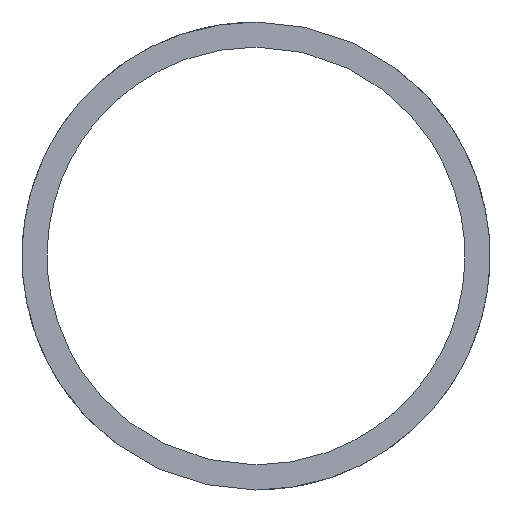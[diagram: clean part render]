
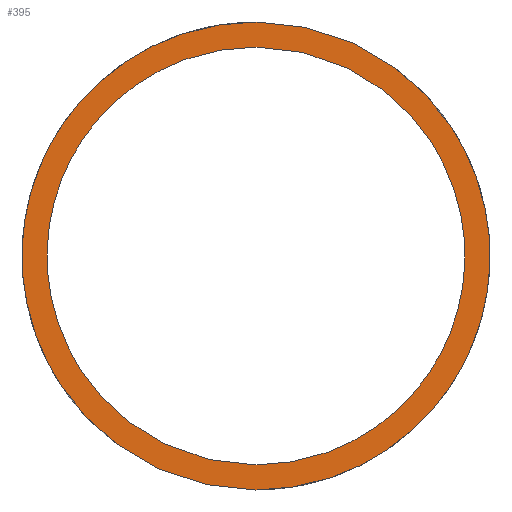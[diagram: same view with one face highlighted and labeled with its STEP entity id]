
A CAD part, front view. The second image highlights one B-rep face of the part: STEP entity #395.
In plain terms, the highlighted planar face has unit normal (0.707, -0.707, 0).
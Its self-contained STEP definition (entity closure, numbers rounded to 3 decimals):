
#91=CARTESIAN_POINT('Vertex',(-2281.191,-304.246,95.121)) ;
#95=CARTESIAN_POINT('Control Point',(-2281.191,-304.246,120.121)) ;
#96=CARTESIAN_POINT('Control Point',(-2279.442,-302.497,120.121)) ;
#97=CARTESIAN_POINT('Control Point',(-2277.694,-300.749,119.815)) ;
#98=CARTESIAN_POINT('Control Point',(-2275.983,-299.038,119.205)) ;
#99=CARTESIAN_POINT('Control Point',(-2273.683,-296.738,117.885)) ;
#100=CARTESIAN_POINT('Control Point',(-2271.712,-294.767,115.831)) ;
#101=CARTESIAN_POINT('Control Point',(-2271.185,-294.24,115.185)) ;
#102=CARTESIAN_POINT('Control Point',(-2270.034,-293.089,113.499)) ;
#103=CARTESIAN_POINT('Control Point',(-2269.193,-292.248,111.467)) ;
#104=CARTESIAN_POINT('Control Point',(-2268.842,-291.897,110.177)) ;
#105=CARTESIAN_POINT('Control Point',(-2268.542,-291.597,107.734)) ;
#106=CARTESIAN_POINT('Control Point',(-2268.836,-291.891,105.305)) ;
#107=CARTESIAN_POINT('Control Point',(-2269.083,-292.138,104.262)) ;
#108=CARTESIAN_POINT('Control Point',(-2269.723,-292.778,102.433)) ;
#109=CARTESIAN_POINT('Control Point',(-2270.632,-293.687,100.854)) ;
#110=CARTESIAN_POINT('Control Point',(-2271.101,-294.156,100.178)) ;
#111=CARTESIAN_POINT('Control Point',(-2272.221,-295.276,98.809)) ;
#112=CARTESIAN_POINT('Control Point',(-2273.486,-296.541,97.716)) ;
#113=CARTESIAN_POINT('Control Point',(-2274.212,-297.267,97.195)) ;
#114=CARTESIAN_POINT('Control Point',(-2275.989,-299.044,96.14)) ;
#115=CARTESIAN_POINT('Control Point',(-2277.864,-300.919,95.492)) ;
#116=CARTESIAN_POINT('Control Point',(-2278.967,-302.022,95.245)) ;
#117=CARTESIAN_POINT('Control Point',(-2280.079,-303.134,95.121)) ;
#118=CARTESIAN_POINT('Control Point',(-2281.191,-304.246,95.121)) ;
#119=CARTESIAN_POINT('Vertex',(-2281.191,-304.246,120.121)) ;
#166=CARTESIAN_POINT('Control Point',(-2281.191,-304.246,95.121)) ;
#167=CARTESIAN_POINT('Control Point',(-2282.94,-305.995,95.121)) ;
#168=CARTESIAN_POINT('Control Point',(-2284.688,-307.743,95.427)) ;
#169=CARTESIAN_POINT('Control Point',(-2286.399,-309.454,96.037)) ;
#170=CARTESIAN_POINT('Control Point',(-2288.699,-311.754,97.357)) ;
#171=CARTESIAN_POINT('Control Point',(-2290.67,-313.725,99.411)) ;
#172=CARTESIAN_POINT('Control Point',(-2291.197,-314.252,100.057)) ;
#173=CARTESIAN_POINT('Control Point',(-2292.348,-315.403,101.743)) ;
#174=CARTESIAN_POINT('Control Point',(-2293.189,-316.244,103.775)) ;
#175=CARTESIAN_POINT('Control Point',(-2293.54,-316.595,105.065)) ;
#176=CARTESIAN_POINT('Control Point',(-2293.84,-316.895,107.508)) ;
#177=CARTESIAN_POINT('Control Point',(-2293.546,-316.601,109.937)) ;
#178=CARTESIAN_POINT('Control Point',(-2293.299,-316.354,110.98)) ;
#179=CARTESIAN_POINT('Control Point',(-2292.659,-315.714,112.809)) ;
#180=CARTESIAN_POINT('Control Point',(-2291.75,-314.805,114.388)) ;
#181=CARTESIAN_POINT('Control Point',(-2291.281,-314.336,115.064)) ;
#182=CARTESIAN_POINT('Control Point',(-2290.161,-313.216,116.433)) ;
#183=CARTESIAN_POINT('Control Point',(-2288.896,-311.951,117.526)) ;
#184=CARTESIAN_POINT('Control Point',(-2288.17,-311.225,118.047)) ;
#185=CARTESIAN_POINT('Control Point',(-2286.393,-309.448,119.102)) ;
#186=CARTESIAN_POINT('Control Point',(-2284.518,-307.573,119.75)) ;
#187=CARTESIAN_POINT('Control Point',(-2283.415,-306.47,119.997)) ;
#188=CARTESIAN_POINT('Control Point',(-2282.303,-305.358,120.121)) ;
#189=CARTESIAN_POINT('Control Point',(-2281.191,-304.246,120.121)) ;
#301=CARTESIAN_POINT('Vertex',(-2281.191,-304.246,93.621)) ;
#305=CARTESIAN_POINT('Control Point',(-2281.191,-304.246,93.621)) ;
#306=CARTESIAN_POINT('Control Point',(-2283.052,-306.107,93.621)) ;
#307=CARTESIAN_POINT('Control Point',(-2284.912,-307.967,93.93)) ;
#308=CARTESIAN_POINT('Control Point',(-2286.738,-309.793,94.547)) ;
#309=CARTESIAN_POINT('Control Point',(-2289.212,-312.267,95.885)) ;
#310=CARTESIAN_POINT('Control Point',(-2291.381,-314.436,97.962)) ;
#311=CARTESIAN_POINT('Control Point',(-2291.974,-315.029,98.624)) ;
#312=CARTESIAN_POINT('Control Point',(-2293.389,-316.444,100.487)) ;
#313=CARTESIAN_POINT('Control Point',(-2294.465,-317.52,102.779)) ;
#314=CARTESIAN_POINT('Control Point',(-2294.952,-318.007,104.333)) ;
#315=CARTESIAN_POINT('Control Point',(-2295.391,-318.446,107.338)) ;
#316=CARTESIAN_POINT('Control Point',(-2295.024,-318.079,110.339)) ;
#317=CARTESIAN_POINT('Control Point',(-2294.698,-317.753,111.628)) ;
#318=CARTESIAN_POINT('Control Point',(-2293.906,-316.961,113.725)) ;
#319=CARTESIAN_POINT('Control Point',(-2292.806,-315.861,115.512)) ;
#320=CARTESIAN_POINT('Control Point',(-2292.289,-315.344,116.22)) ;
#321=CARTESIAN_POINT('Control Point',(-2291.067,-314.122,117.65)) ;
#322=CARTESIAN_POINT('Control Point',(-2289.703,-312.758,118.798)) ;
#323=CARTESIAN_POINT('Control Point',(-2288.926,-311.981,119.346)) ;
#324=CARTESIAN_POINT('Control Point',(-2286.974,-310.029,120.495)) ;
#325=CARTESIAN_POINT('Control Point',(-2284.915,-307.97,121.206)) ;
#326=CARTESIAN_POINT('Control Point',(-2283.681,-306.736,121.483)) ;
#327=CARTESIAN_POINT('Control Point',(-2282.436,-305.491,121.621)) ;
#328=CARTESIAN_POINT('Control Point',(-2281.191,-304.246,121.621)) ;
#329=CARTESIAN_POINT('Vertex',(-2281.191,-304.246,121.621)) ;
#350=CARTESIAN_POINT('Control Point',(-2281.191,-304.246,121.621)) ;
#351=CARTESIAN_POINT('Control Point',(-2279.33,-302.385,121.621)) ;
#352=CARTESIAN_POINT('Control Point',(-2277.47,-300.525,121.312)) ;
#353=CARTESIAN_POINT('Control Point',(-2275.644,-298.699,120.695)) ;
#354=CARTESIAN_POINT('Control Point',(-2273.17,-296.225,119.357)) ;
#355=CARTESIAN_POINT('Control Point',(-2271.001,-294.056,117.28)) ;
#356=CARTESIAN_POINT('Control Point',(-2270.408,-293.463,116.618)) ;
#357=CARTESIAN_POINT('Control Point',(-2268.993,-292.048,114.755)) ;
#358=CARTESIAN_POINT('Control Point',(-2267.917,-290.972,112.463)) ;
#359=CARTESIAN_POINT('Control Point',(-2267.43,-290.485,110.909)) ;
#360=CARTESIAN_POINT('Control Point',(-2266.991,-290.046,107.904)) ;
#361=CARTESIAN_POINT('Control Point',(-2267.358,-290.413,104.903)) ;
#362=CARTESIAN_POINT('Control Point',(-2267.684,-290.739,103.614)) ;
#363=CARTESIAN_POINT('Control Point',(-2268.476,-291.531,101.517)) ;
#364=CARTESIAN_POINT('Control Point',(-2269.576,-292.631,99.73)) ;
#365=CARTESIAN_POINT('Control Point',(-2270.093,-293.148,99.022)) ;
#366=CARTESIAN_POINT('Control Point',(-2271.315,-294.37,97.592)) ;
#367=CARTESIAN_POINT('Control Point',(-2272.679,-295.734,96.444)) ;
#368=CARTESIAN_POINT('Control Point',(-2273.456,-296.511,95.896)) ;
#369=CARTESIAN_POINT('Control Point',(-2275.408,-298.463,94.747)) ;
#370=CARTESIAN_POINT('Control Point',(-2277.467,-300.522,94.036)) ;
#371=CARTESIAN_POINT('Control Point',(-2278.701,-301.756,93.759)) ;
#372=CARTESIAN_POINT('Control Point',(-2279.946,-303.001,93.621)) ;
#373=CARTESIAN_POINT('Control Point',(-2281.191,-304.246,93.621)) ;
#382=CARTESIAN_POINT('Axis2P3D Location',(-2281.191,-304.246,107.621)) ;
#383=DIRECTION('Axis2P3D Direction',(0.707,-0.707,0.)) ;
#384=DIRECTION('Axis2P3D XDirection',(0.,0.,1.)) ;
#385=AXIS2_PLACEMENT_3D('Plane Axis2P3D',#382,#383,#384) ;
#388=ORIENTED_EDGE('',*,*,#331,.F.) ;
#389=ORIENTED_EDGE('',*,*,#374,.F.) ;
#392=ORIENTED_EDGE('',*,*,#190,.T.) ;
#393=ORIENTED_EDGE('',*,*,#121,.T.) ;
#394=FACE_BOUND('',#391,.T.) ;
#395=ADVANCED_FACE('Corps principal',(#390,#394),#386,.T.) ;
#94=B_SPLINE_CURVE_WITH_KNOTS('',5,(#95,#96,#97,#98,#99,#100,#101,#102,#103,#104,#105,#106,#107,#108,#109,#110,#111,#112,#113,#114,#115,#116,#117,#118),.UNSPECIFIED.,.F.,.U.,(6,3,3,3,3,3,3,6),(0.,17.487,24.422,33.977,41.645,48.3,56.409,67.529),.UNSPECIFIED.) ;
#165=B_SPLINE_CURVE_WITH_KNOTS('',5,(#166,#167,#168,#169,#170,#171,#172,#173,#174,#175,#176,#177,#178,#179,#180,#181,#182,#183,#184,#185,#186,#187,#188,#189),.UNSPECIFIED.,.F.,.U.,(6,3,3,3,3,3,3,6),(0.,17.487,24.422,33.977,41.645,48.3,56.409,67.529),.UNSPECIFIED.) ;
#304=B_SPLINE_CURVE_WITH_KNOTS('',5,(#305,#306,#307,#308,#309,#310,#311,#312,#313,#314,#315,#316,#317,#318,#319,#320,#321,#322,#323,#324,#325,#326,#327,#328),.UNSPECIFIED.,.F.,.U.,(6,3,3,3,3,3,3,6),(0.,18.607,26.135,37.857,47.367,54.531,63.185,75.633),.UNSPECIFIED.) ;
#349=B_SPLINE_CURVE_WITH_KNOTS('',5,(#350,#351,#352,#353,#354,#355,#356,#357,#358,#359,#360,#361,#362,#363,#364,#365,#366,#367,#368,#369,#370,#371,#372,#373),.UNSPECIFIED.,.F.,.U.,(6,3,3,3,3,3,3,6),(0.,18.607,26.135,37.857,47.367,54.531,63.185,75.633),.UNSPECIFIED.) ;
#121=EDGE_CURVE('',#120,#92,#94,.T.) ;
#190=EDGE_CURVE('',#92,#120,#165,.T.) ;
#331=EDGE_CURVE('',#302,#330,#304,.T.) ;
#374=EDGE_CURVE('',#330,#302,#349,.T.) ;
#387=EDGE_LOOP('',(#388,#389)) ;
#391=EDGE_LOOP('',(#392,#393)) ;
#390=FACE_OUTER_BOUND('',#387,.T.) ;
#386=PLANE('Plane',#385) ;
#92=VERTEX_POINT('',#91) ;
#120=VERTEX_POINT('',#119) ;
#302=VERTEX_POINT('',#301) ;
#330=VERTEX_POINT('',#329) ;
